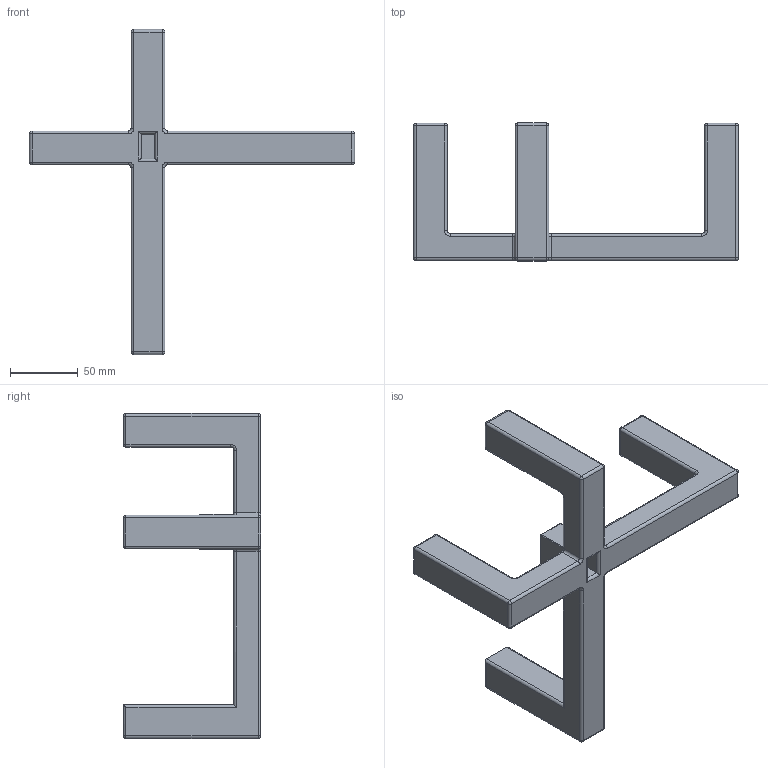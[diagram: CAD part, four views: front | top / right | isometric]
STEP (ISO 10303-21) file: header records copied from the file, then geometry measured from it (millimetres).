
FILE_DESCRIPTION(('FreeCAD Model'),'2;1');
FILE_NAME('Open CASCADE Shape Model','2026-02-09T17:30:49',('Author'),( ''),'Open CASCADE STEP processor 7.8','FreeCAD','Unknown');
FILE_SCHEMA(('AUTOMOTIVE_DESIGN { 1 0 10303 214 1 1 1 1 }'));
Length unit declared in the file: millimetre
Products named in the file (1): final-ada-pusher-cuts
Bounding box: 240 x 101.5 x 240 mm (x, y, z)
Volume: 430528 mm3; surface area: 77351.9 mm2
Topology: 1 solids, 1 shells, 180 faces, 428 edges, 204 vertices
Faces by surface type: cylinder 90, plane 36, sphere 26, bspline 14, torus 14
Entity records: 6253 total; most frequent: CARTESIAN_POINT 2551, DIRECTION 814, ORIENTED_EDGE 744, EDGE_CURVE 372, AXIS2_PLACEMENT_3D 314, VERTEX_POINT 196, LINE 186, VECTOR 186
